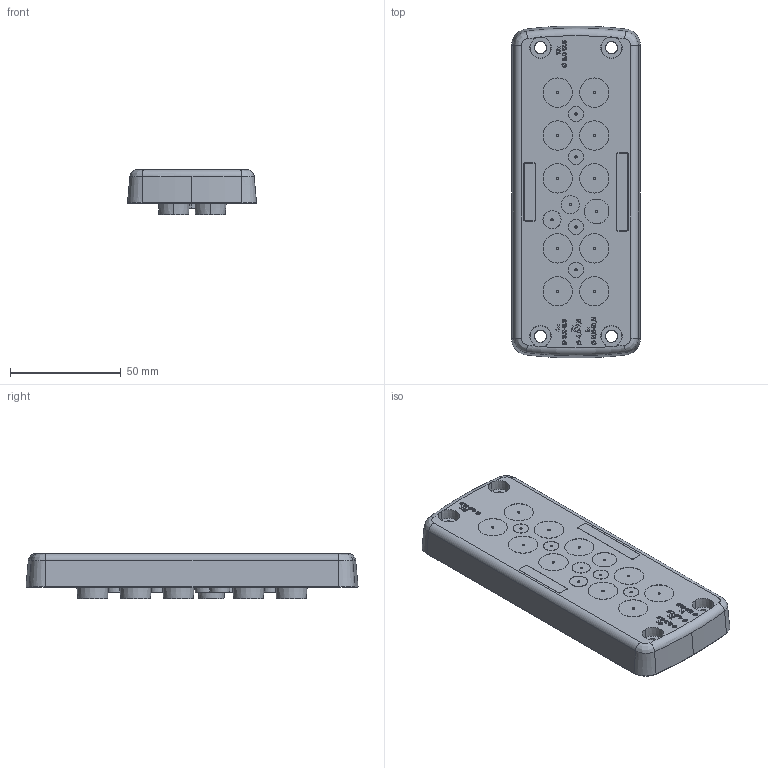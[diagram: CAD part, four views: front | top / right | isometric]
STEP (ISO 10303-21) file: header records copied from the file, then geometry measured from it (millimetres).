
FILE_DESCRIPTION(('CATIA V5R22 STEP214','CAx-IF Rec.Pracs.--- Model Styling and Organization---1.4--- 2014-01-23'),'2;1');
FILE_NAME ('1301924-5_3_2779350000_2779350000.stp','2022-01-24T07:56:17+00:00',('none'),('Weidmueller'),'CATIA Version 5-6 Release 2016 SP3 HF44','CATIA V5 STEP AP214','none');
FILE_SCHEMA(('AUTOMOTIVE_DESIGN { 1 0 10303 214 1 1 1 1 }'));
Length unit declared in the file: millimetre
Products named in the file (1): CABTITE EP 24/17 GY
Bounding box: 58.07 x 149.57 x 20.35 mm (x, y, z)
Volume: 113415.1 mm3; surface area: 33187.4 mm2
Topology: 1 solids, 1 shells, 1328 faces, 3566 edges, 2373 vertices
Faces by surface type: plane 1052, cylinder 128, cone 108, torus 36, bspline 4
Entity records: 40821 total; most frequent: CARTESIAN_POINT 8122, ORIENTED_EDGE 7132, DIRECTION 5888, EDGE_CURVE 3566, VECTOR 2975, LINE 2975, VERTEX_POINT 2373, AXIS2_PLACEMENT_3D 1694
